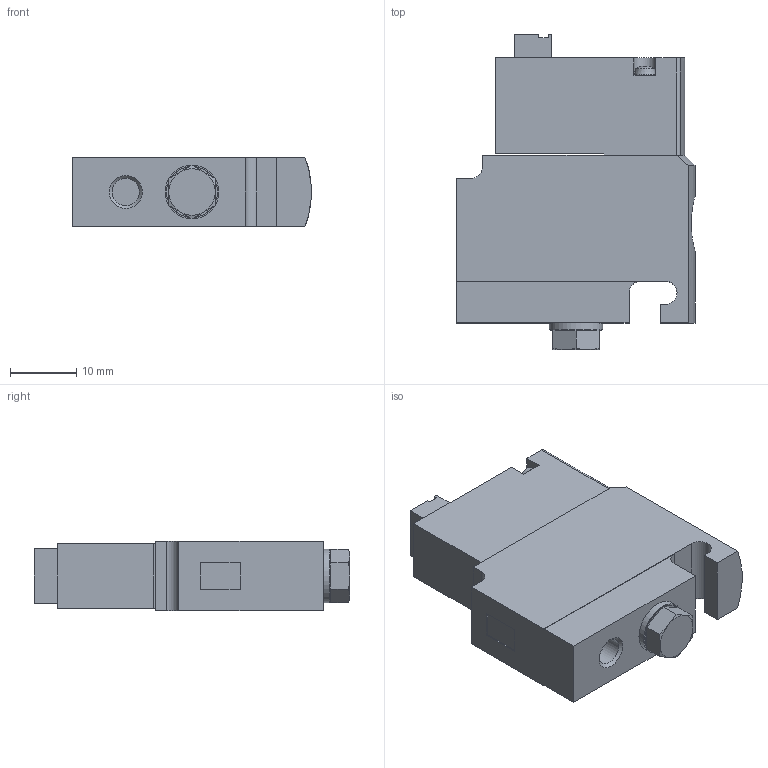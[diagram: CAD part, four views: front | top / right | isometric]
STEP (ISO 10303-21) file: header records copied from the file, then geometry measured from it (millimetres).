
FILE_DESCRIPTION(/* description */ ('STEP AP214'),/* implementation_level */ '2;1');
FILE_NAME(/* name */ '547366_CPVSC1-M5H-N-T-M5O',/* time_stamp */ '2024-08-07T17:39:47+02:00',/* author */ ('License CC BY-ND 4.0'),/* organization */ ('CADENAS'),/* preprocessor_version */ 'ST-DEVELOPER v19.3',/* originating_system */ 'PARTsolutions',/* authorisation */ ' ');
FILE_SCHEMA (('AUTOMOTIVE_DESIGN {1 0 10303 214 3 1 1}'));
Length unit declared in the file: millimetre
Products named in the file (1): 547366 CPVSC1-M5H-N-T-M5O
Bounding box: 36 x 47.55 x 10.5 mm (x, y, z)
Volume: 12904.2 mm3; surface area: 5464.3 mm2
Topology: 1 solids, 8 shells, 177 faces, 416 edges, 270 vertices
Faces by surface type: plane 121, cylinder 27, cone 25, torus 2, sphere 2
Full cylindrical faces by diameter (mm): 0.8 x1, 0.95 x1, 1 x2, 1.221 x2, 1.35 x1, 1.4 x1, 1.5 x1, 1.6 x2, 1.8 x2, 4.134 x2, 7.7 x1, 8.085 x1, 8.54 x1
Entity records: 4837 total; most frequent: CARTESIAN_POINT 925, DIRECTION 806, ORIENTED_EDGE 736, EDGE_CURVE 368, AXIS2_PLACEMENT_3D 292, VERTEX_POINT 258, FACE_BOUND 230, EDGE_LOOP 228
